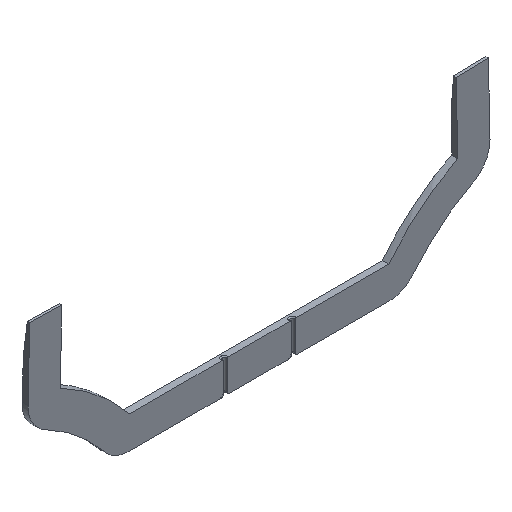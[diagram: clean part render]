
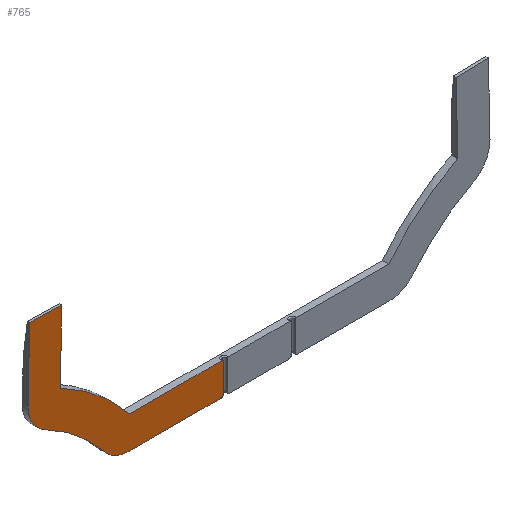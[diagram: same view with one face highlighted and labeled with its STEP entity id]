
A CAD part, isometric view. The second image highlights one B-rep face of the part: STEP entity #765.
In plain terms, the highlighted planar face has unit normal (0, -1, 0).
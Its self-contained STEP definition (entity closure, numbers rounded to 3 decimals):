
#15=PLANE('',#828);
#37=ELLIPSE('',#823,1.001,1.);
#39=ELLIPSE('',#829,0.501,0.5);
#53=LINE('',#1183,#119);
#54=LINE('',#1196,#120);
#55=LINE('',#1200,#121);
#56=LINE('',#1202,#122);
#57=LINE('',#1204,#123);
#58=LINE('',#1211,#124);
#119=VECTOR('',#925,10.);
#120=VECTOR('',#928,10.);
#121=VECTOR('',#931,10.);
#122=VECTOR('',#932,10.);
#123=VECTOR('',#933,10.);
#124=VECTOR('',#940,10.);
#203=FACE_OUTER_BOUND('',#247,.T.);
#247=EDGE_LOOP('',(#537,#538,#539,#540,#541,#542,#543,#544,#545,#546,#547,
#548,#549,#550));
#290=CIRCLE('',#830,99.);
#291=CIRCLE('',#831,15.);
#292=CIRCLE('',#832,84.);
#293=CIRCLE('',#833,15.);
#311=B_SPLINE_CURVE_WITH_KNOTS('',3,(#1131,#1132,#1133,#1134,#1135,#1136,
#1137,#1138,#1139,#1140),.UNSPECIFIED.,.F.,.F.,(4,2,2,2,4),(0.331,
0.337,0.375,0.414,0.452),
 .UNSPECIFIED.);
#315=B_SPLINE_CURVE_WITH_KNOTS('',3,(#1187,#1188,#1189,#1190,#1191,#1192,
#1193,#1194),.UNSPECIFIED.,.F.,.F.,(4,2,2,4),(0.379,0.399,
0.419,0.434),.UNSPECIFIED.);
#327=VERTEX_POINT('',#1129);
#328=VERTEX_POINT('',#1130);
#333=VERTEX_POINT('',#1168);
#337=VERTEX_POINT('',#1182);
#338=VERTEX_POINT('',#1184);
#339=VERTEX_POINT('',#1186);
#340=VERTEX_POINT('',#1195);
#341=VERTEX_POINT('',#1197);
#342=VERTEX_POINT('',#1199);
#343=VERTEX_POINT('',#1201);
#344=VERTEX_POINT('',#1203);
#345=VERTEX_POINT('',#1205);
#346=VERTEX_POINT('',#1207);
#347=VERTEX_POINT('',#1209);
#403=EDGE_CURVE('',#327,#328,#311,.T.);
#410=EDGE_CURVE('',#333,#327,#37,.T.);
#416=EDGE_CURVE('',#333,#337,#53,.T.);
#417=EDGE_CURVE('',#338,#337,#39,.T.);
#418=EDGE_CURVE('',#339,#338,#315,.T.);
#419=EDGE_CURVE('',#339,#340,#54,.T.);
#420=EDGE_CURVE('',#341,#340,#290,.T.);
#421=EDGE_CURVE('',#341,#342,#55,.T.);
#422=EDGE_CURVE('',#343,#342,#56,.T.);
#423=EDGE_CURVE('',#344,#343,#57,.T.);
#424=EDGE_CURVE('',#345,#344,#291,.T.);
#425=EDGE_CURVE('',#345,#346,#292,.T.);
#426=EDGE_CURVE('',#347,#346,#293,.T.);
#427=EDGE_CURVE('',#347,#328,#58,.T.);
#537=ORIENTED_EDGE('',*,*,#403,.F.);
#538=ORIENTED_EDGE('',*,*,#410,.F.);
#539=ORIENTED_EDGE('',*,*,#416,.T.);
#540=ORIENTED_EDGE('',*,*,#417,.F.);
#541=ORIENTED_EDGE('',*,*,#418,.F.);
#542=ORIENTED_EDGE('',*,*,#419,.T.);
#543=ORIENTED_EDGE('',*,*,#420,.F.);
#544=ORIENTED_EDGE('',*,*,#421,.T.);
#545=ORIENTED_EDGE('',*,*,#422,.F.);
#546=ORIENTED_EDGE('',*,*,#423,.F.);
#547=ORIENTED_EDGE('',*,*,#424,.F.);
#548=ORIENTED_EDGE('',*,*,#425,.T.);
#549=ORIENTED_EDGE('',*,*,#426,.F.);
#550=ORIENTED_EDGE('',*,*,#427,.T.);
#765=ADVANCED_FACE('',(#203),#15,.F.);
#823=AXIS2_PLACEMENT_3D('',#1170,#910,#911);
#828=AXIS2_PLACEMENT_3D('',#1181,#923,#924);
#829=AXIS2_PLACEMENT_3D('',#1185,#926,#927);
#830=AXIS2_PLACEMENT_3D('',#1198,#929,#930);
#831=AXIS2_PLACEMENT_3D('',#1206,#934,#935);
#832=AXIS2_PLACEMENT_3D('',#1208,#936,#937);
#833=AXIS2_PLACEMENT_3D('',#1210,#938,#939);
#910=DIRECTION('center_axis',(0.,1.,0.));
#911=DIRECTION('ref_axis',(1.,0.,0.));
#923=DIRECTION('center_axis',(0.,1.,0.));
#924=DIRECTION('ref_axis',(1.,0.,0.));
#925=DIRECTION('',(0.,0.,1.));
#926=DIRECTION('center_axis',(0.,1.,0.));
#927=DIRECTION('ref_axis',(1.,0.,0.));
#928=DIRECTION('',(-1.,0.,0.));
#929=DIRECTION('center_axis',(0.,1.,0.));
#930=DIRECTION('ref_axis',(0.459,0.,0.889));
#931=DIRECTION('',(0.024,0.,1.));
#932=DIRECTION('',(1.,0.,-0.024));
#933=DIRECTION('',(0.024,0.,1.));
#934=DIRECTION('center_axis',(0.,1.,0.));
#935=DIRECTION('ref_axis',(-0.459,0.,-0.889));
#936=DIRECTION('center_axis',(0.,1.,0.));
#937=DIRECTION('ref_axis',(0.459,0.,0.889));
#938=DIRECTION('center_axis',(0.,1.,0.));
#939=DIRECTION('ref_axis',(0.,0.,-1.));
#940=DIRECTION('',(1.,0.,0.));
#1129=CARTESIAN_POINT('',(-16.65,0.,0.69));
#1130=CARTESIAN_POINT('',(-17.648,0.,0.));
#1131=CARTESIAN_POINT('Ctrl Pts',(-16.65,0.,0.69));
#1132=CARTESIAN_POINT('Ctrl Pts',(-16.657,0.,0.668));
#1133=CARTESIAN_POINT('Ctrl Pts',(-16.666,0.,0.648));
#1134=CARTESIAN_POINT('Ctrl Pts',(-16.725,0.,0.512));
#1135=CARTESIAN_POINT('Ctrl Pts',(-16.814,0.,0.388));
#1136=CARTESIAN_POINT('Ctrl Pts',(-16.998,0.,0.21));
#1137=CARTESIAN_POINT('Ctrl Pts',(-17.129,0.,0.126));
#1138=CARTESIAN_POINT('Ctrl Pts',(-17.368,0.,0.03));
#1139=CARTESIAN_POINT('Ctrl Pts',(-17.519,0.,
0.));
#1140=CARTESIAN_POINT('Ctrl Pts',(-17.648,0.,
0.));
#1168=CARTESIAN_POINT('',(-16.6,0.,1.));
#1170=CARTESIAN_POINT('Origin',(-17.601,0.,1.));
#1181=CARTESIAN_POINT('Origin',(-92.583,0.,53.497));
#1182=CARTESIAN_POINT('',(-16.6,0.,14.5));
#1183=CARTESIAN_POINT('',(-16.6,0.,34.249));
#1184=CARTESIAN_POINT('',(-16.65,0.,14.717));
#1185=CARTESIAN_POINT('Origin',(-17.101,0.,14.5));
#1186=CARTESIAN_POINT('',(-17.131,0.,15.));
#1187=CARTESIAN_POINT('Ctrl Pts',(-17.131,0.,15.));
#1188=CARTESIAN_POINT('Ctrl Pts',(-17.065,0.,15.));
#1189=CARTESIAN_POINT('Ctrl Pts',(-16.987,0.,14.985));
#1190=CARTESIAN_POINT('Ctrl Pts',(-16.865,0.,14.936));
#1191=CARTESIAN_POINT('Ctrl Pts',(-16.798,0.,14.894));
#1192=CARTESIAN_POINT('Ctrl Pts',(-16.713,0.,14.813));
#1193=CARTESIAN_POINT('Ctrl Pts',(-16.675,0.,14.765));
#1194=CARTESIAN_POINT('Ctrl Pts',(-16.65,0.,14.717));
#1195=CARTESIAN_POINT('',(-60.371,0.,15.));
#1196=CARTESIAN_POINT('',(0.,0.,15.));
#1197=CARTESIAN_POINT('',(-92.553,0.,41.495));
#1198=CARTESIAN_POINT('Origin',(-137.976,0.,-46.47));
#1199=CARTESIAN_POINT('',(-91.767,0.,74.639));
#1200=CARTESIAN_POINT('',(-92.553,0.,41.495));
#1201=CARTESIAN_POINT('',(-106.763,0.,74.994));
#1202=CARTESIAN_POINT('',(-106.763,0.,74.994));
#1203=CARTESIAN_POINT('',(-107.549,0.,41.851));
#1204=CARTESIAN_POINT('',(-107.549,0.,41.851));
#1205=CARTESIAN_POINT('',(-99.435,0.,28.167));
#1206=CARTESIAN_POINT('Origin',(-92.553,0.,41.495));
#1207=CARTESIAN_POINT('',(-72.129,0.,5.686));
#1208=CARTESIAN_POINT('Origin',(-137.976,0.,-46.47));
#1209=CARTESIAN_POINT('',(-60.371,0.,0.));
#1210=CARTESIAN_POINT('Origin',(-60.371,0.,15.));
#1211=CARTESIAN_POINT('',(0.,0.,0.));
